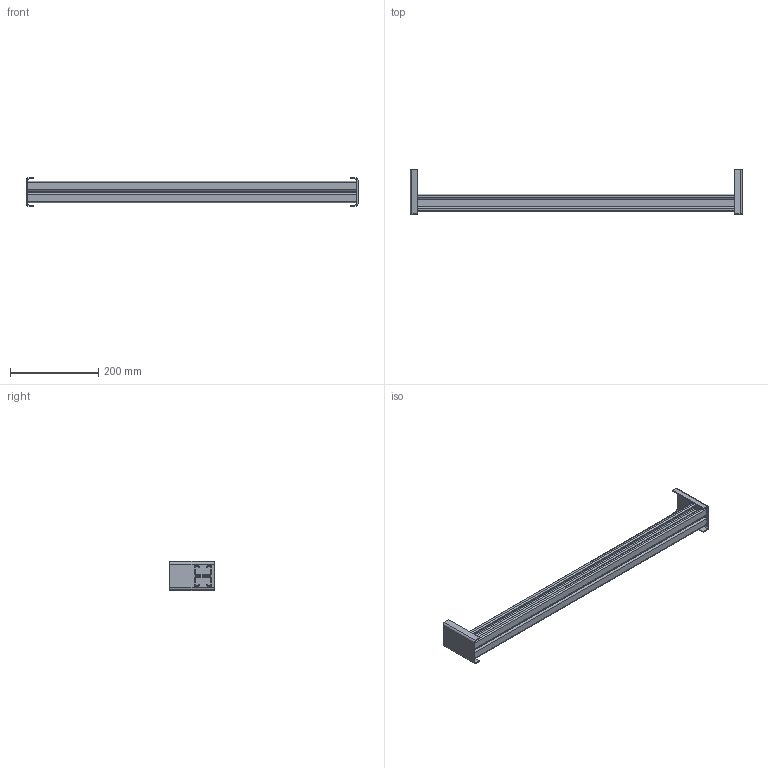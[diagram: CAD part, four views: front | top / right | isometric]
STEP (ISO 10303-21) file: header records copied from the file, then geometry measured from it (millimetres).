
FILE_DESCRIPTION (( 'STEP AP214' ), '1' );
FILE_NAME ('6008285.stp', '2017-01-09T14:26:09', ( '' ), ( '' ), 'SwSTEP 2.0', 'SolidWorks 2016', '' );
FILE_SCHEMA (( 'AUTOMOTIVE_DESIGN' ));
Length unit declared in the file: millimetre
Products named in the file (3): KTS 16.002-011_CPS 4 L=0749; KTS 12.012-004_Standard; 6008285
Assembly tree (4 placements, depth 2):
  6008285
    KTS 12.012-004_Standard  x2
    KTS 16.002-011_CPS 4 L=0749  x2
Bounding box: 754 x 100 x 68 mm (x, y, z)
Volume: 345163.4 mm3; surface area: 344749.1 mm2
Topology: 4 solids, 4 shells, 128 faces, 280 edges, 160 vertices
Faces by surface type: plane 96, cylinder 32
Entity records: 1822 total; most frequent: DIRECTION 314, CARTESIAN_POINT 291, ORIENTED_EDGE 280, EDGE_CURVE 140, LINE 108, VECTOR 108, AXIS2_PLACEMENT_3D 103, VERTEX_POINT 80
